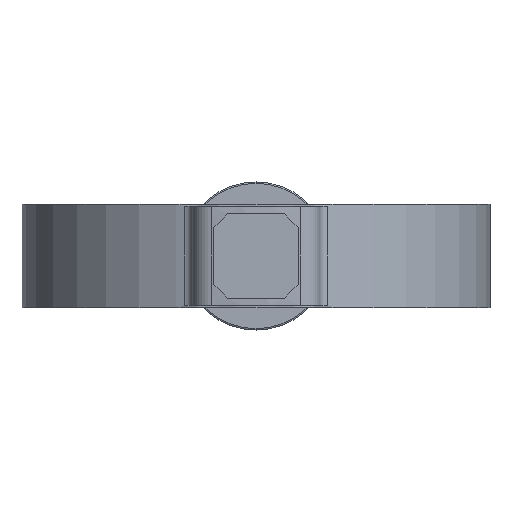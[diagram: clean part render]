
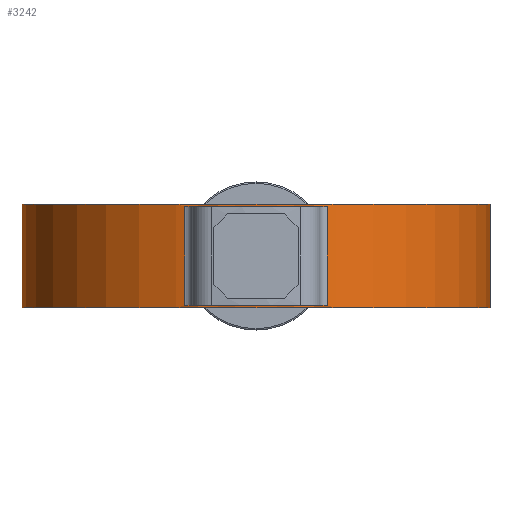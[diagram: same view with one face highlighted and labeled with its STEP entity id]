
A CAD part, front view. The second image highlights one B-rep face of the part: STEP entity #3242.
In plain terms, the highlighted cylindrical face has radius 347.5 mm (diameter 695 mm), a partial arc.
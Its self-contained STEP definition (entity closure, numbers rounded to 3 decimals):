
#246 = DIRECTION ( 'NONE',  ( -1., 0., 0. ) ) ;
#250 = CARTESIAN_POINT ( 'NONE',  ( 0., 0., 77. ) ) ;
#251 = DIRECTION ( 'NONE',  ( 0., 0., -1. ) ) ;
#696 = DIRECTION ( 'NONE',  ( 0., 0., -1. ) ) ;
#701 = DIRECTION ( 'NONE',  ( 0., 0., -1. ) ) ;
#702 = CARTESIAN_POINT ( 'NONE',  ( 347.5, 0., 77. ) ) ;
#706 = CARTESIAN_POINT ( 'NONE',  ( -347.5, 0., 77. ) ) ;
#958 = VERTEX_POINT ( 'NONE', #1944 ) ;
#988 = VERTEX_POINT ( 'NONE', #1933 ) ;
#990 = VERTEX_POINT ( 'NONE', #1936 ) ;
#992 = VERTEX_POINT ( 'NONE', #1940 ) ;
#1122 = VERTEX_POINT ( 'NONE', #4316 ) ;
#1125 = VERTEX_POINT ( 'NONE', #4319 ) ;
#1152 = VERTEX_POINT ( 'NONE', #4346 ) ;
#1153 = VERTEX_POINT ( 'NONE', #4347 ) ;
#1168 = EDGE_LOOP ( 'NONE', ( #2543, #2544, #2545, #2546 ) ) ;
#1180 = EDGE_LOOP ( 'NONE', ( #2547, #2548, #2549, #2550 ) ) ;
#1809 = FACE_OUTER_BOUND ( 'NONE', #1168, .T. ) ;
#1814 = FACE_BOUND ( 'NONE', #1180, .T. ) ;
#1816 = CYLINDRICAL_SURFACE ( 'NONE', #3854, 347.5 ) ;
#1933 = CARTESIAN_POINT ( 'NONE',  ( -105.448, -331.115, -73.5 ) ) ;
#1936 = CARTESIAN_POINT ( 'NONE',  ( -105.448, -331.115, 73.5 ) ) ;
#1940 = CARTESIAN_POINT ( 'NONE',  ( 105.448, -331.115, 73.5 ) ) ;
#1944 = CARTESIAN_POINT ( 'NONE',  ( 105.448, -331.115, -73.5 ) ) ;
#2166 = AXIS2_PLACEMENT_3D ( 'NONE', #4676, #4677, #4678 ) ;
#2167 = AXIS2_PLACEMENT_3D ( 'NONE', #4680, #4681, #4682 ) ;
#2168 = AXIS2_PLACEMENT_3D ( 'NONE', #4685, #4686, #4687 ) ;
#2169 = AXIS2_PLACEMENT_3D ( 'NONE', #4744, #4745, #4746 ) ;
#2543 = ORIENTED_EDGE ( 'NONE', *, *, #2798, .F. ) ;
#2544 = ORIENTED_EDGE ( 'NONE', *, *, #2855, .F. ) ;
#2545 = ORIENTED_EDGE ( 'NONE', *, *, #2800, .T. ) ;
#2546 = ORIENTED_EDGE ( 'NONE', *, *, #2856, .T. ) ;
#2547 = ORIENTED_EDGE ( 'NONE', *, *, #2857, .T. ) ;
#2548 = ORIENTED_EDGE ( 'NONE', *, *, #2886, .T. ) ;
#2549 = ORIENTED_EDGE ( 'NONE', *, *, #2887, .F. ) ;
#2550 = ORIENTED_EDGE ( 'NONE', *, *, #2888, .T. ) ;
#2798 = EDGE_CURVE ( 'NONE', #1122, #1153, #4102, .T. ) ;
#2800 = EDGE_CURVE ( 'NONE', #1152, #1125, #4108, .T. ) ;
#2855 = EDGE_CURVE ( 'NONE', #1152, #1122, #4168, .T. ) ;
#2856 = EDGE_CURVE ( 'NONE', #1125, #1153, #4169, .T. ) ;
#2857 = EDGE_CURVE ( 'NONE', #958, #988, #4170, .T. ) ;
#2886 = EDGE_CURVE ( 'NONE', #988, #990, #4226, .T. ) ;
#2887 = EDGE_CURVE ( 'NONE', #992, #990, #4228, .T. ) ;
#2888 = EDGE_CURVE ( 'NONE', #992, #958, #4230, .T. ) ;
#3242 = ADVANCED_FACE ( 'NONE', ( #1809, #1814 ), #1816, .T. ) ;
#3854 = AXIS2_PLACEMENT_3D ( 'NONE', #250, #251, #246 ) ;
#4102 = LINE ( 'NONE', #702, #4107 ) ;
#4107 = VECTOR ( 'NONE', #696, 1000. ) ;
#4108 = LINE ( 'NONE', #706, #4110 ) ;
#4110 = VECTOR ( 'NONE', #701, 1000. ) ;
#4168 = CIRCLE ( 'NONE', #2166, 347.5 ) ;
#4169 = CIRCLE ( 'NONE', #2167, 347.5 ) ;
#4170 = CIRCLE ( 'NONE', #2168, 347.5 ) ;
#4226 = LINE ( 'NONE', #4742, #4229 ) ;
#4228 = CIRCLE ( 'NONE', #2169, 347.5 ) ;
#4229 = VECTOR ( 'NONE', #4743, 1000. ) ;
#4230 = LINE ( 'NONE', #4739, #4232 ) ;
#4232 = VECTOR ( 'NONE', #4736, 1000. ) ;
#4316 = CARTESIAN_POINT ( 'NONE',  ( 347.5, 0., 77. ) ) ;
#4319 = CARTESIAN_POINT ( 'NONE',  ( -347.5, 0., -77. ) ) ;
#4346 = CARTESIAN_POINT ( 'NONE',  ( -347.5, 0., 77. ) ) ;
#4347 = CARTESIAN_POINT ( 'NONE',  ( 347.5, 0., -77. ) ) ;
#4676 = CARTESIAN_POINT ( 'NONE',  ( 0., 0., 77. ) ) ;
#4677 = DIRECTION ( 'NONE',  ( 0., 0., 1. ) ) ;
#4678 = DIRECTION ( 'NONE',  ( 1., 0., 0. ) ) ;
#4680 = CARTESIAN_POINT ( 'NONE',  ( 0., 0., -77. ) ) ;
#4681 = DIRECTION ( 'NONE',  ( 0., 0., 1. ) ) ;
#4682 = DIRECTION ( 'NONE',  ( 1., 0., 0. ) ) ;
#4685 = CARTESIAN_POINT ( 'NONE',  ( 0., 0., -73.5 ) ) ;
#4686 = DIRECTION ( 'NONE',  ( 0., 0., -1. ) ) ;
#4687 = DIRECTION ( 'NONE',  ( -1., 0., 0. ) ) ;
#4736 = DIRECTION ( 'NONE',  ( 0., 0., -1. ) ) ;
#4739 = CARTESIAN_POINT ( 'NONE',  ( 105.448, -331.115, 77. ) ) ;
#4742 = CARTESIAN_POINT ( 'NONE',  ( -105.448, -331.115, 77. ) ) ;
#4743 = DIRECTION ( 'NONE',  ( 0., 0., 1. ) ) ;
#4744 = CARTESIAN_POINT ( 'NONE',  ( 0., 0., 73.5 ) ) ;
#4745 = DIRECTION ( 'NONE',  ( 0., 0., -1. ) ) ;
#4746 = DIRECTION ( 'NONE',  ( -1., 0., 0. ) ) ;
